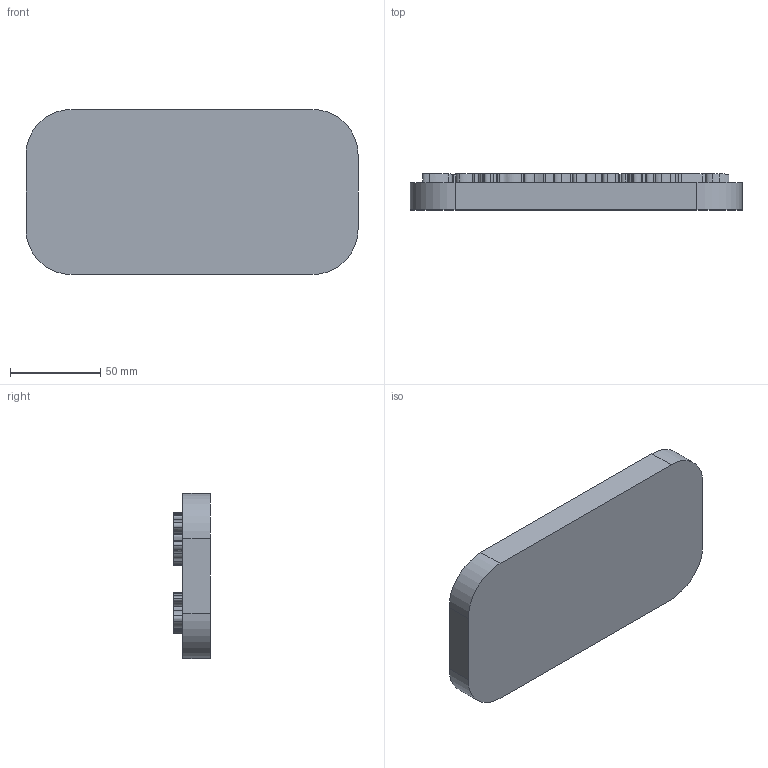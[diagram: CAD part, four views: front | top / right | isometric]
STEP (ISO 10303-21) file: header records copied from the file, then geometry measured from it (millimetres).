
FILE_DESCRIPTION(/* description */ (''),/* implementation_level */ '2;1');
FILE_NAME(/* name */ 'SGM v1.stp',/* time_stamp */ '2025-09-12T00:20:00+02:00',/* author */ (''),/* organization */ (''),/* preprocessor_version */ 'ST-DEVELOPER v20.1',/* originating_system */ 'Autodesk Translation Framework v14.10.0.0',/* authorisation */ '');
FILE_SCHEMA (('AUTOMOTIVE_DESIGN { 1 0 10303 214 3 1 1 }'));
Length unit declared in the file: millimetre
Products named in the file (1): SGM
Bounding box: 184.11 x 20 x 91.55 mm (x, y, z)
Volume: 253341.5 mm3; surface area: 47933 mm2
Topology: 1 solids, 1 shells, 396 faces, 1131 edges, 754 vertices
Faces by surface type: bspline 353, plane 39, cylinder 4
Entity records: 13735 total; most frequent: CARTESIAN_POINT 6871, ORIENTED_EDGE 2262, EDGE_CURVE 1131, VERTEX_POINT 754, DIRECTION 521, LINE 417, VECTOR 417, EDGE_LOOP 413
